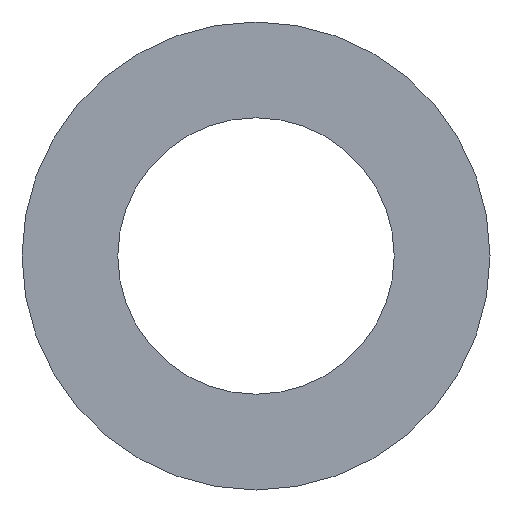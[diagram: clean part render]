
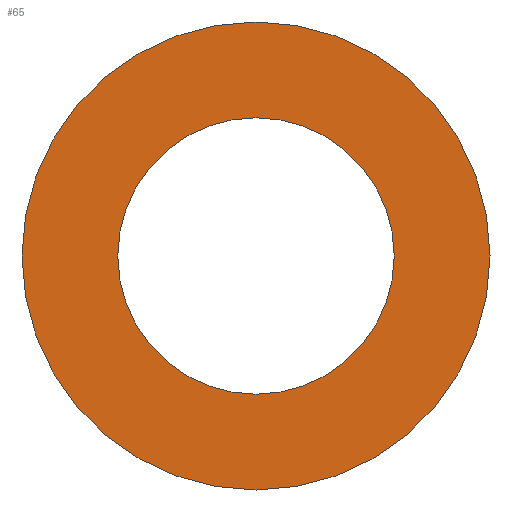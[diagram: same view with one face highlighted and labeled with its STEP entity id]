
A CAD part, front view. The second image highlights one B-rep face of the part: STEP entity #65.
In plain terms, the highlighted planar face has unit normal (0, -1, 0).
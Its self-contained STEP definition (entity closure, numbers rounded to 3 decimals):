
#5 = AXIS2_PLACEMENT_3D ( 'NONE', #161, #51, #70 ) ;
#7 = AXIS2_PLACEMENT_3D ( 'NONE', #155, #157, #188 ) ;
#14 = CARTESIAN_POINT ( 'NONE',  ( 0., -0.794, 0. ) ) ;
#17 = EDGE_LOOP ( 'NONE', ( #167, #55 ) ) ;
#18 = CIRCLE ( 'NONE', #7, 3.75 ) ;
#28 = CARTESIAN_POINT ( 'NONE',  ( 0., -0.794, 3.75 ) ) ;
#29 = AXIS2_PLACEMENT_3D ( 'NONE', #178, #116, #82 ) ;
#31 = DIRECTION ( 'NONE',  ( 0., 0., 1. ) ) ;
#38 = VERTEX_POINT ( 'NONE', #28 ) ;
#47 = CIRCLE ( 'NONE', #56, 3.75 ) ;
#48 = VERTEX_POINT ( 'NONE', #158 ) ;
#49 = DIRECTION ( 'NONE',  ( 0., 1., 0. ) ) ;
#51 = DIRECTION ( 'NONE',  ( 0., 1., 0. ) ) ;
#52 = EDGE_LOOP ( 'NONE', ( #115, #154 ) ) ;
#53 = CIRCLE ( 'NONE', #5, 6.35 ) ;
#55 = ORIENTED_EDGE ( 'NONE', *, *, #128, .F. ) ;
#56 = AXIS2_PLACEMENT_3D ( 'NONE', #122, #112, #79 ) ;
#65 = ADVANCED_FACE ( 'NONE', ( #153, #109 ), #83, .F. ) ;
#70 = DIRECTION ( 'NONE',  ( 0., 0., 1. ) ) ;
#79 = DIRECTION ( 'NONE',  ( 0., 0., 1. ) ) ;
#82 = DIRECTION ( 'NONE',  ( 0., 0., 1. ) ) ;
#83 = PLANE ( 'NONE',  #29 ) ;
#96 = CARTESIAN_POINT ( 'NONE',  ( 0., -0.794, -6.35 ) ) ;
#109 = FACE_BOUND ( 'NONE', #52, .T. ) ;
#112 = DIRECTION ( 'NONE',  ( 0., 1., 0. ) ) ;
#115 = ORIENTED_EDGE ( 'NONE', *, *, #166, .T. ) ;
#116 = DIRECTION ( 'NONE',  ( 0., 1., 0. ) ) ;
#122 = CARTESIAN_POINT ( 'NONE',  ( 0., -0.794, 0. ) ) ;
#128 = EDGE_CURVE ( 'NONE', #48, #214, #53, .T. ) ;
#132 = EDGE_CURVE ( 'NONE', #214, #48, #210, .T. ) ;
#146 = AXIS2_PLACEMENT_3D ( 'NONE', #14, #49, #31 ) ;
#148 = VERTEX_POINT ( 'NONE', #164 ) ;
#150 = EDGE_CURVE ( 'NONE', #38, #148, #47, .T. ) ;
#153 = FACE_OUTER_BOUND ( 'NONE', #17, .T. ) ;
#154 = ORIENTED_EDGE ( 'NONE', *, *, #150, .T. ) ;
#155 = CARTESIAN_POINT ( 'NONE',  ( 0., -0.794, 0. ) ) ;
#157 = DIRECTION ( 'NONE',  ( 0., 1., 0. ) ) ;
#158 = CARTESIAN_POINT ( 'NONE',  ( 0., -0.794, 6.35 ) ) ;
#161 = CARTESIAN_POINT ( 'NONE',  ( 0., -0.794, 0. ) ) ;
#164 = CARTESIAN_POINT ( 'NONE',  ( 0., -0.794, -3.75 ) ) ;
#166 = EDGE_CURVE ( 'NONE', #148, #38, #18, .T. ) ;
#167 = ORIENTED_EDGE ( 'NONE', *, *, #132, .F. ) ;
#178 = CARTESIAN_POINT ( 'NONE',  ( 0., -0.794, 0. ) ) ;
#188 = DIRECTION ( 'NONE',  ( 0., 0., 1. ) ) ;
#210 = CIRCLE ( 'NONE', #146, 6.35 ) ;
#214 = VERTEX_POINT ( 'NONE', #96 ) ;
